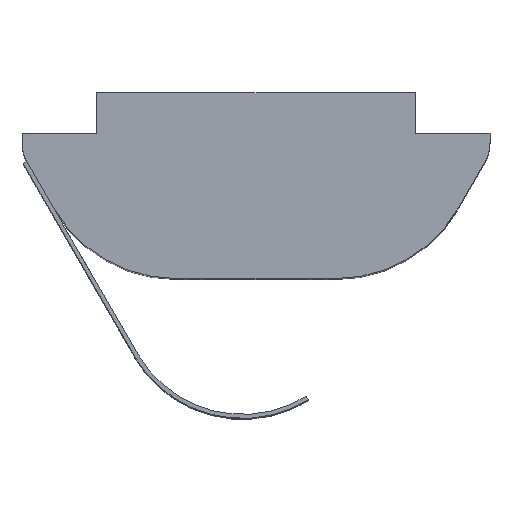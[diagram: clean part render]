
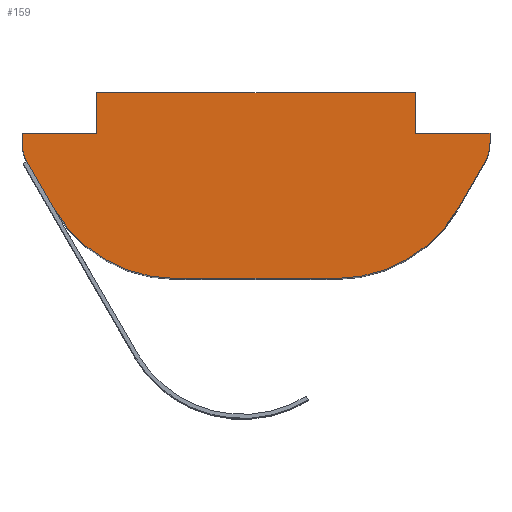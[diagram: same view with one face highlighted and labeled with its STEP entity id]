
A CAD part, top view. The second image highlights one B-rep face of the part: STEP entity #159.
In plain terms, the highlighted planar face has unit normal (0, 0, 1).
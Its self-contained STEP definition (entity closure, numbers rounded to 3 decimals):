
#15 = VECTOR ( 'NONE', #977, 1000. ) ;
#29 = DIRECTION ( 'NONE',  ( 0., -1., 0. ) ) ;
#30 = CARTESIAN_POINT ( 'NONE',  ( -5.8, -1., 16. ) ) ;
#31 = VECTOR ( 'NONE', #995, 1000. ) ;
#39 = CARTESIAN_POINT ( 'NONE',  ( 5.666, -1.732, 16. ) ) ;
#50 = VERTEX_POINT ( 'NONE', #578 ) ;
#61 = EDGE_CURVE ( 'NONE', #859, #1098, #604, .T. ) ;
#72 = ORIENTED_EDGE ( 'NONE', *, *, #722, .T. ) ;
#80 = CARTESIAN_POINT ( 'NONE',  ( -5.666, -1.732, 16. ) ) ;
#82 = VECTOR ( 'NONE', #29, 1000. ) ;
#85 = EDGE_LOOP ( 'NONE', ( #755, #269, #1173, #833, #624, #433, #533, #72, #1203, #337, #560, #151, #909, #100 ) ) ;
#87 = EDGE_CURVE ( 'NONE', #482, #893, #1169, .T. ) ;
#94 = VECTOR ( 'NONE', #478, 1000. ) ;
#96 = LINE ( 'NONE', #623, #376 ) ;
#100 = ORIENTED_EDGE ( 'NONE', *, *, #87, .F. ) ;
#114 = CARTESIAN_POINT ( 'NONE',  ( 5.021, -2.85, 16. ) ) ;
#117 = CARTESIAN_POINT ( 'NONE',  ( 4.8, -1.232, 16. ) ) ;
#119 = EDGE_CURVE ( 'NONE', #975, #50, #1121, .T. ) ;
#122 = DIRECTION ( 'NONE',  ( 1., 0., 0. ) ) ;
#126 = DIRECTION ( 'NONE',  ( 0., 0., 1. ) ) ;
#151 = ORIENTED_EDGE ( 'NONE', *, *, #1129, .F. ) ;
#159 = ADVANCED_FACE ( 'NONE', ( #378 ), #1146, .T. ) ;
#165 = EDGE_CURVE ( 'NONE', #1098, #180, #932, .T. ) ;
#177 = DIRECTION ( 'NONE',  ( -1., 0., 0. ) ) ;
#180 = VERTEX_POINT ( 'NONE', #30 ) ;
#198 = CARTESIAN_POINT ( 'NONE',  ( 3.95, -0.2, 16. ) ) ;
#261 = LINE ( 'NONE', #817, #31 ) ;
#269 = ORIENTED_EDGE ( 'NONE', *, *, #927, .F. ) ;
#273 = VECTOR ( 'NONE', #554, 1000. ) ;
#283 = VERTEX_POINT ( 'NONE', #724 ) ;
#287 = AXIS2_PLACEMENT_3D ( 'NONE', #880, #680, #1160 ) ;
#299 = CIRCLE ( 'NONE', #1204, 3.5 ) ;
#311 = DIRECTION ( 'NONE',  ( 1., 0., 0. ) ) ;
#320 = CARTESIAN_POINT ( 'NONE',  ( 5.8, -1.2, 16. ) ) ;
#337 = ORIENTED_EDGE ( 'NONE', *, *, #1009, .T. ) ;
#356 = DIRECTION ( 'NONE',  ( -1., 0., 0. ) ) ;
#365 = VERTEX_POINT ( 'NONE', #1187 ) ;
#370 = CARTESIAN_POINT ( 'NONE',  ( 1.989, -1.1, 16. ) ) ;
#376 = VECTOR ( 'NONE', #356, 1000. ) ;
#378 = FACE_OUTER_BOUND ( 'NONE', #85, .T. ) ;
#409 = VERTEX_POINT ( 'NONE', #1193 ) ;
#412 = AXIS2_PLACEMENT_3D ( 'NONE', #955, #1143, #675 ) ;
#433 = ORIENTED_EDGE ( 'NONE', *, *, #165, .F. ) ;
#443 = LINE ( 'NONE', #907, #1029 ) ;
#478 = DIRECTION ( 'NONE',  ( 1., 0., 0. ) ) ;
#482 = VERTEX_POINT ( 'NONE', #1207 ) ;
#514 = LINE ( 'NONE', #39, #15 ) ;
#529 = CIRCLE ( 'NONE', #1002, 1. ) ;
#533 = ORIENTED_EDGE ( 'NONE', *, *, #61, .F. ) ;
#546 = CARTESIAN_POINT ( 'NONE',  ( -5.021, -2.85, 16. ) ) ;
#554 = DIRECTION ( 'NONE',  ( 0., -1., 0. ) ) ;
#560 = ORIENTED_EDGE ( 'NONE', *, *, #965, .T. ) ;
#569 = DIRECTION ( 'NONE',  ( 0., 0., -1. ) ) ;
#578 = CARTESIAN_POINT ( 'NONE',  ( -1.989, -4.6, 16. ) ) ;
#583 = CARTESIAN_POINT ( 'NONE',  ( 0., 0., 16. ) ) ;
#604 = CIRCLE ( 'NONE', #287, 1. ) ;
#623 = CARTESIAN_POINT ( 'NONE',  ( 0., -1., 16. ) ) ;
#624 = ORIENTED_EDGE ( 'NONE', *, *, #868, .T. ) ;
#631 = CARTESIAN_POINT ( 'NONE',  ( 1.989, -4.6, 16. ) ) ;
#675 = DIRECTION ( 'NONE',  ( -1., 0., 0. ) ) ;
#679 = CARTESIAN_POINT ( 'NONE',  ( -5.8, -1.232, 16. ) ) ;
#680 = DIRECTION ( 'NONE',  ( 0., 0., -1. ) ) ;
#722 = EDGE_CURVE ( 'NONE', #859, #975, #443, .T. ) ;
#724 = CARTESIAN_POINT ( 'NONE',  ( 3.95, -1., 16. ) ) ;
#726 = LINE ( 'NONE', #1141, #94 ) ;
#736 = CARTESIAN_POINT ( 'NONE',  ( 3.95, 0., 16. ) ) ;
#755 = ORIENTED_EDGE ( 'NONE', *, *, #878, .T. ) ;
#757 = EDGE_CURVE ( 'NONE', #365, #409, #261, .T. ) ;
#772 = DIRECTION ( 'NONE',  ( -1., 0., 0. ) ) ;
#816 = VERTEX_POINT ( 'NONE', #631 ) ;
#817 = CARTESIAN_POINT ( 'NONE',  ( -3.95, 0., 16. ) ) ;
#830 = VERTEX_POINT ( 'NONE', #736 ) ;
#833 = ORIENTED_EDGE ( 'NONE', *, *, #757, .T. ) ;
#836 = CARTESIAN_POINT ( 'NONE',  ( 5.8, -1.232, 16. ) ) ;
#838 = LINE ( 'NONE', #866, #1163 ) ;
#859 = VERTEX_POINT ( 'NONE', #80 ) ;
#866 = CARTESIAN_POINT ( 'NONE',  ( 0.75, 0., 16. ) ) ;
#868 = EDGE_CURVE ( 'NONE', #409, #180, #96, .T. ) ;
#873 = CARTESIAN_POINT ( 'NONE',  ( -5.8, -1.232, 16. ) ) ;
#878 = EDGE_CURVE ( 'NONE', #482, #283, #1072, .T. ) ;
#880 = CARTESIAN_POINT ( 'NONE',  ( -4.8, -1.232, 16. ) ) ;
#893 = VERTEX_POINT ( 'NONE', #836 ) ;
#899 = DIRECTION ( 'NONE',  ( 0.5, -0.866, 0. ) ) ;
#903 = AXIS2_PLACEMENT_3D ( 'NONE', #583, #126, #122 ) ;
#907 = CARTESIAN_POINT ( 'NONE',  ( -5.666, -1.732, 16. ) ) ;
#909 = ORIENTED_EDGE ( 'NONE', *, *, #1113, .F. ) ;
#926 = DIRECTION ( 'NONE',  ( 0., 0., 1. ) ) ;
#927 = EDGE_CURVE ( 'NONE', #830, #283, #966, .T. ) ;
#932 = LINE ( 'NONE', #873, #1149 ) ;
#955 = CARTESIAN_POINT ( 'NONE',  ( -1.989, -1.1, 16. ) ) ;
#964 = DIRECTION ( 'NONE',  ( 0., 1., 0. ) ) ;
#965 = EDGE_CURVE ( 'NONE', #816, #1092, #299, .T. ) ;
#966 = LINE ( 'NONE', #198, #273 ) ;
#975 = VERTEX_POINT ( 'NONE', #546 ) ;
#977 = DIRECTION ( 'NONE',  ( -0.5, -0.866, 0. ) ) ;
#995 = DIRECTION ( 'NONE',  ( 0., -1., 0. ) ) ;
#1002 = AXIS2_PLACEMENT_3D ( 'NONE', #117, #569, #772 ) ;
#1009 = EDGE_CURVE ( 'NONE', #50, #816, #726, .T. ) ;
#1029 = VECTOR ( 'NONE', #899, 1000. ) ;
#1072 = LINE ( 'NONE', #1104, #1147 ) ;
#1092 = VERTEX_POINT ( 'NONE', #114 ) ;
#1098 = VERTEX_POINT ( 'NONE', #679 ) ;
#1104 = CARTESIAN_POINT ( 'NONE',  ( 0., -1., 16. ) ) ;
#1113 = EDGE_CURVE ( 'NONE', #893, #1140, #529, .T. ) ;
#1121 = CIRCLE ( 'NONE', #412, 3.5 ) ;
#1129 = EDGE_CURVE ( 'NONE', #1140, #1092, #514, .T. ) ;
#1140 = VERTEX_POINT ( 'NONE', #1151 ) ;
#1141 = CARTESIAN_POINT ( 'NONE',  ( 0., -4.6, 16. ) ) ;
#1143 = DIRECTION ( 'NONE',  ( 0., 0., 1. ) ) ;
#1146 = PLANE ( 'NONE',  #903 ) ;
#1147 = VECTOR ( 'NONE', #177, 1000. ) ;
#1149 = VECTOR ( 'NONE', #964, 1000. ) ;
#1151 = CARTESIAN_POINT ( 'NONE',  ( 5.666, -1.732, 16. ) ) ;
#1160 = DIRECTION ( 'NONE',  ( -1., 0., 0. ) ) ;
#1163 = VECTOR ( 'NONE', #311, 1000. ) ;
#1169 = LINE ( 'NONE', #320, #82 ) ;
#1173 = ORIENTED_EDGE ( 'NONE', *, *, #1220, .F. ) ;
#1187 = CARTESIAN_POINT ( 'NONE',  ( -3.95, 0., 16. ) ) ;
#1193 = CARTESIAN_POINT ( 'NONE',  ( -3.95, -1., 16. ) ) ;
#1203 = ORIENTED_EDGE ( 'NONE', *, *, #119, .T. ) ;
#1204 = AXIS2_PLACEMENT_3D ( 'NONE', #370, #926, #1218 ) ;
#1207 = CARTESIAN_POINT ( 'NONE',  ( 5.8, -1., 16. ) ) ;
#1218 = DIRECTION ( 'NONE',  ( -1., 0., 0. ) ) ;
#1220 = EDGE_CURVE ( 'NONE', #365, #830, #838, .T. ) ;
